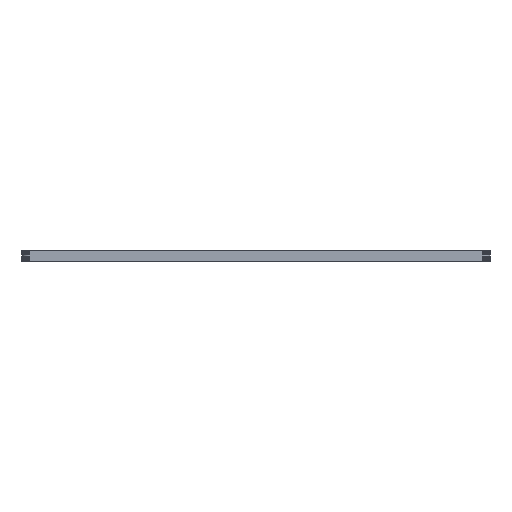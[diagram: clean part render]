
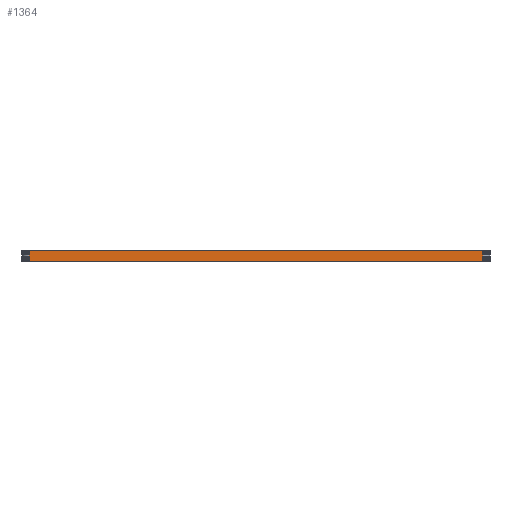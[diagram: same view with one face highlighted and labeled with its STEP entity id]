
A CAD part, left-side view. The second image highlights one B-rep face of the part: STEP entity #1364.
In plain terms, the highlighted planar face has unit normal (-1, 0, 0).
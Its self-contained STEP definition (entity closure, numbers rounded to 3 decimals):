
#62=PLANE('',#1485);
#128=FACE_OUTER_BOUND('',#194,.T.);
#194=EDGE_LOOP('',(#1048,#1049,#1050,#1051));
#316=LINE('',#2052,#476);
#317=LINE('',#2055,#477);
#318=LINE('',#2057,#478);
#319=LINE('',#2058,#479);
#476=VECTOR('',#1697,10.);
#477=VECTOR('',#1700,10.);
#478=VECTOR('',#1701,10.);
#479=VECTOR('',#1702,10.);
#672=VERTEX_POINT('',#2048);
#673=VERTEX_POINT('',#2050);
#674=VERTEX_POINT('',#2054);
#675=VERTEX_POINT('',#2056);
#828=EDGE_CURVE('',#672,#673,#316,.T.);
#829=EDGE_CURVE('',#674,#672,#317,.T.);
#830=EDGE_CURVE('',#675,#673,#318,.T.);
#831=EDGE_CURVE('',#674,#675,#319,.T.);
#1048=ORIENTED_EDGE('',*,*,#829,.T.);
#1049=ORIENTED_EDGE('',*,*,#828,.T.);
#1050=ORIENTED_EDGE('',*,*,#830,.F.);
#1051=ORIENTED_EDGE('',*,*,#831,.F.);
#1364=ADVANCED_FACE('',(#128),#62,.T.);
#1485=AXIS2_PLACEMENT_3D('',#2053,#1698,#1699);
#1697=DIRECTION('',(0.,0.,-1.));
#1698=DIRECTION('center_axis',(-1.,0.,0.));
#1699=DIRECTION('ref_axis',(0.,1.,0.));
#1700=DIRECTION('',(0.,1.,0.));
#1701=DIRECTION('',(0.,1.,0.));
#1702=DIRECTION('',(0.,0.,-1.));
#2048=CARTESIAN_POINT('',(33.545,-33.609,0.));
#2050=CARTESIAN_POINT('',(33.545,-33.609,-3.));
#2052=CARTESIAN_POINT('',(33.545,-33.609,0.));
#2053=CARTESIAN_POINT('Origin',(33.545,-160.609,0.));
#2054=CARTESIAN_POINT('',(33.545,-160.609,0.));
#2055=CARTESIAN_POINT('',(33.545,-160.609,0.));
#2056=CARTESIAN_POINT('',(33.545,-160.609,-3.));
#2057=CARTESIAN_POINT('',(33.545,-160.609,-3.));
#2058=CARTESIAN_POINT('',(33.545,-160.609,0.));
